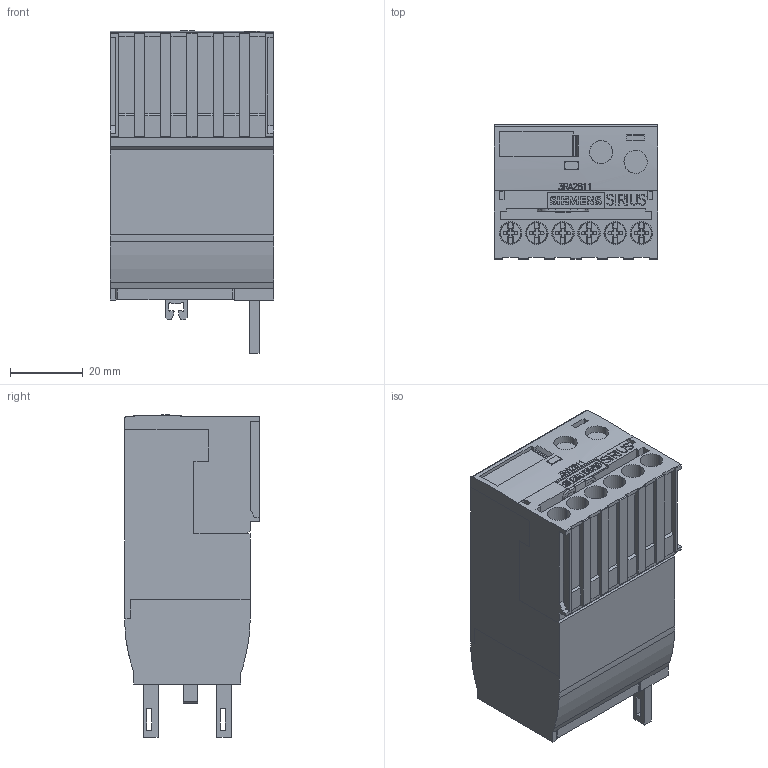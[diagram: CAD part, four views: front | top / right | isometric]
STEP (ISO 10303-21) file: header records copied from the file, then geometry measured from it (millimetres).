
FILE_DESCRIPTION(('STEP AP214'),'1');
FILE_NAME('cctmp_97012D0D-C1CC-4BDB-8C9E-731E3B455FBA_2023_07_18_11_45_37_0002..stp','2023-07-18T09:45:38',('SIEMENS A&D'),('CADClick - www.CADClick.com'),'Spatial InterOp 3D postprocessed',' ','unknown authorization');
FILE_SCHEMA(('AUTOMOTIVE_DESIGN'));
Length unit declared in the file: millimetre
Products named in the file (3): cc_unnamed; 2023_07_18_11_45_36_0924; 2023_07_18_11_45_36_0906
Assembly tree (2 placements, depth 2):
  cc_unnamed
    2023_07_18_11_45_36_0924
    2023_07_18_11_45_36_0906
Bounding box: 45 x 37.05 x 88.85 mm (x, y, z)
Volume: 111433.8 mm3; surface area: 22882.7 mm2
Topology: 2 solids, 6 shells, 949 faces, 2637 edges, 1756 vertices
Faces by surface type: plane 782, cylinder 131, cone 36
Entity records: 50868 total; most frequent: CARTESIAN_POINT 5575, STYLED_ITEM 5344, PRESENTATION_STYLE_ASSIGNMENT 5344, ORIENTED_EDGE 5274, DIRECTION 5006, EDGE_CURVE 2637, CURVE_STYLE 2637, DRAUGHTING_PRE_DEFINED_CURVE_FONT 2637
